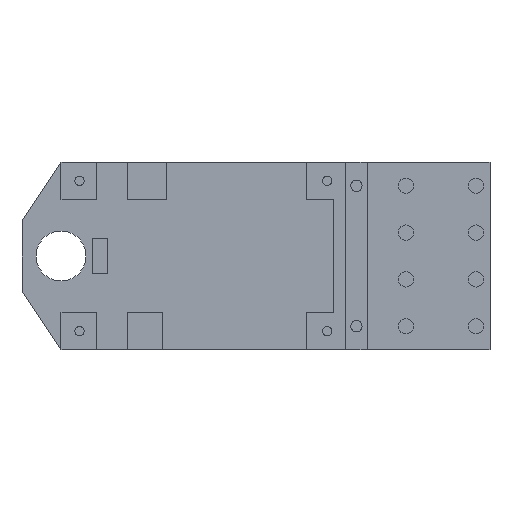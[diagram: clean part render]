
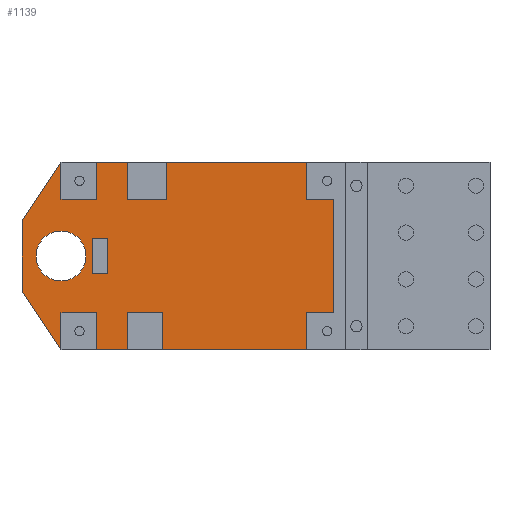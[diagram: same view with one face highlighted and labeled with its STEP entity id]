
A CAD part, front view. The second image highlights one B-rep face of the part: STEP entity #1139.
In plain terms, the highlighted planar face has unit normal (0, -1, 0).
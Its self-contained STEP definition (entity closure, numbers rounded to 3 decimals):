
#32=FACE_BOUND('',#164,.T.);
#33=FACE_BOUND('',#165,.T.);
#48=CIRCLE('',#1219,6.4);
#90=FACE_OUTER_BOUND('',#163,.T.);
#163=EDGE_LOOP('',(#838,#839,#840,#841,#842,#843,#844,#845,#846,#847,#848,
#849,#850,#851,#852,#853,#854,#855,#856,#857,#858,#859,#860,#861));
#164=EDGE_LOOP('',(#862));
#165=EDGE_LOOP('',(#863,#864,#865,#866));
#239=LINE('',#1654,#367);
#244=LINE('',#1665,#372);
#254=LINE('',#1685,#382);
#258=LINE('',#1693,#386);
#265=LINE('',#1707,#393);
#269=LINE('',#1715,#397);
#282=LINE('',#1741,#410);
#284=LINE('',#1748,#412);
#288=LINE('',#1756,#416);
#292=LINE('',#1763,#420);
#294=LINE('',#1770,#422);
#297=LINE('',#1777,#425);
#301=LINE('',#1784,#429);
#302=LINE('',#1786,#430);
#303=LINE('',#1788,#431);
#304=LINE('',#1789,#432);
#305=LINE('',#1791,#433);
#306=LINE('',#1793,#434);
#307=LINE('',#1795,#435);
#308=LINE('',#1797,#436);
#309=LINE('',#1798,#437);
#310=LINE('',#1800,#438);
#311=LINE('',#1802,#439);
#312=LINE('',#1803,#440);
#313=LINE('',#1804,#441);
#314=LINE('',#1806,#442);
#315=LINE('',#1808,#443);
#316=LINE('',#1809,#444);
#367=VECTOR('',#1319,10.);
#372=VECTOR('',#1326,10.);
#382=VECTOR('',#1338,10.);
#386=VECTOR('',#1342,10.);
#393=VECTOR('',#1351,10.);
#397=VECTOR('',#1355,10.);
#410=VECTOR('',#1374,10.);
#412=VECTOR('',#1382,10.);
#416=VECTOR('',#1388,10.);
#420=VECTOR('',#1394,10.);
#422=VECTOR('',#1402,10.);
#425=VECTOR('',#1407,10.);
#429=VECTOR('',#1413,10.);
#430=VECTOR('',#1414,10.);
#431=VECTOR('',#1415,10.);
#432=VECTOR('',#1416,10.);
#433=VECTOR('',#1417,10.);
#434=VECTOR('',#1418,10.);
#435=VECTOR('',#1419,10.);
#436=VECTOR('',#1420,10.);
#437=VECTOR('',#1421,10.);
#438=VECTOR('',#1422,10.);
#439=VECTOR('',#1423,10.);
#440=VECTOR('',#1424,10.);
#441=VECTOR('',#1425,10.);
#442=VECTOR('',#1426,10.);
#443=VECTOR('',#1427,10.);
#444=VECTOR('',#1428,10.);
#495=VERTEX_POINT('',#1651);
#496=VERTEX_POINT('',#1653);
#500=VERTEX_POINT('',#1662);
#501=VERTEX_POINT('',#1664);
#509=VERTEX_POINT('',#1682);
#510=VERTEX_POINT('',#1684);
#513=VERTEX_POINT('',#1690);
#514=VERTEX_POINT('',#1692);
#519=VERTEX_POINT('',#1704);
#520=VERTEX_POINT('',#1706);
#523=VERTEX_POINT('',#1712);
#524=VERTEX_POINT('',#1714);
#535=VERTEX_POINT('',#1743);
#536=VERTEX_POINT('',#1747);
#539=VERTEX_POINT('',#1755);
#541=VERTEX_POINT('',#1761);
#543=VERTEX_POINT('',#1769);
#545=VERTEX_POINT('',#1775);
#546=VERTEX_POINT('',#1776);
#549=VERTEX_POINT('',#1785);
#550=VERTEX_POINT('',#1787);
#551=VERTEX_POINT('',#1790);
#552=VERTEX_POINT('',#1792);
#553=VERTEX_POINT('',#1794);
#554=VERTEX_POINT('',#1796);
#555=VERTEX_POINT('',#1799);
#556=VERTEX_POINT('',#1801);
#557=VERTEX_POINT('',#1805);
#558=VERTEX_POINT('',#1807);
#599=EDGE_CURVE('',#496,#495,#239,.T.);
#604=EDGE_CURVE('',#501,#500,#244,.T.);
#614=EDGE_CURVE('',#509,#510,#254,.T.);
#618=EDGE_CURVE('',#513,#514,#258,.T.);
#625=EDGE_CURVE('',#519,#520,#265,.T.);
#629=EDGE_CURVE('',#523,#524,#269,.T.);
#643=EDGE_CURVE('',#496,#500,#282,.T.);
#644=EDGE_CURVE('',#535,#535,#48,.T.);
#646=EDGE_CURVE('',#495,#536,#284,.T.);
#650=EDGE_CURVE('',#539,#501,#288,.T.);
#654=EDGE_CURVE('',#536,#541,#292,.T.);
#657=EDGE_CURVE('',#543,#539,#294,.T.);
#660=EDGE_CURVE('',#545,#546,#297,.T.);
#664=EDGE_CURVE('',#541,#514,#301,.T.);
#665=EDGE_CURVE('',#549,#513,#302,.T.);
#666=EDGE_CURVE('',#549,#550,#303,.T.);
#667=EDGE_CURVE('',#510,#550,#304,.T.);
#668=EDGE_CURVE('',#551,#509,#305,.T.);
#669=EDGE_CURVE('',#551,#552,#306,.T.);
#670=EDGE_CURVE('',#552,#553,#307,.T.);
#671=EDGE_CURVE('',#553,#554,#308,.T.);
#672=EDGE_CURVE('',#524,#554,#309,.T.);
#673=EDGE_CURVE('',#555,#523,#310,.T.);
#674=EDGE_CURVE('',#555,#556,#311,.T.);
#675=EDGE_CURVE('',#556,#520,#312,.T.);
#676=EDGE_CURVE('',#519,#543,#313,.T.);
#677=EDGE_CURVE('',#557,#545,#314,.T.);
#678=EDGE_CURVE('',#546,#558,#315,.T.);
#679=EDGE_CURVE('',#558,#557,#316,.T.);
#838=ORIENTED_EDGE('',*,*,#599,.T.);
#839=ORIENTED_EDGE('',*,*,#646,.T.);
#840=ORIENTED_EDGE('',*,*,#654,.T.);
#841=ORIENTED_EDGE('',*,*,#664,.T.);
#842=ORIENTED_EDGE('',*,*,#618,.F.);
#843=ORIENTED_EDGE('',*,*,#665,.F.);
#844=ORIENTED_EDGE('',*,*,#666,.T.);
#845=ORIENTED_EDGE('',*,*,#667,.F.);
#846=ORIENTED_EDGE('',*,*,#614,.F.);
#847=ORIENTED_EDGE('',*,*,#668,.F.);
#848=ORIENTED_EDGE('',*,*,#669,.T.);
#849=ORIENTED_EDGE('',*,*,#670,.T.);
#850=ORIENTED_EDGE('',*,*,#671,.T.);
#851=ORIENTED_EDGE('',*,*,#672,.F.);
#852=ORIENTED_EDGE('',*,*,#629,.F.);
#853=ORIENTED_EDGE('',*,*,#673,.F.);
#854=ORIENTED_EDGE('',*,*,#674,.T.);
#855=ORIENTED_EDGE('',*,*,#675,.T.);
#856=ORIENTED_EDGE('',*,*,#625,.F.);
#857=ORIENTED_EDGE('',*,*,#676,.T.);
#858=ORIENTED_EDGE('',*,*,#657,.T.);
#859=ORIENTED_EDGE('',*,*,#650,.T.);
#860=ORIENTED_EDGE('',*,*,#604,.T.);
#861=ORIENTED_EDGE('',*,*,#643,.F.);
#862=ORIENTED_EDGE('',*,*,#644,.T.);
#863=ORIENTED_EDGE('',*,*,#677,.T.);
#864=ORIENTED_EDGE('',*,*,#660,.T.);
#865=ORIENTED_EDGE('',*,*,#678,.T.);
#866=ORIENTED_EDGE('',*,*,#679,.T.);
#1082=PLANE('',#1227);
#1139=ADVANCED_FACE('',(#90,#32,#33),#1082,.F.);
#1219=AXIS2_PLACEMENT_3D('',#1744,#1377,#1378);
#1227=AXIS2_PLACEMENT_3D('',#1783,#1411,#1412);
#1319=DIRECTION('',(0.555,0.,-0.832));
#1326=DIRECTION('',(-0.555,0.,-0.832));
#1338=DIRECTION('',(-1.,0.,0.));
#1342=DIRECTION('',(-1.,0.,0.));
#1351=DIRECTION('',(1.,0.,0.));
#1355=DIRECTION('',(1.,0.,0.));
#1374=DIRECTION('',(0.,0.,1.));
#1377=DIRECTION('center_axis',(0.,1.,0.));
#1378=DIRECTION('ref_axis',(1.,0.,0.));
#1382=DIRECTION('',(0.,0.,1.));
#1388=DIRECTION('',(0.,0.,1.));
#1394=DIRECTION('',(1.,0.,0.));
#1402=DIRECTION('',(-1.,0.,0.));
#1407=DIRECTION('',(0.,0.,-1.));
#1411=DIRECTION('center_axis',(0.,1.,0.));
#1412=DIRECTION('ref_axis',(-1.,0.,0.));
#1413=DIRECTION('',(0.,0.,-1.));
#1414=DIRECTION('',(0.,0.,-1.));
#1415=DIRECTION('',(1.,0.,0.));
#1416=DIRECTION('',(0.,0.,1.));
#1417=DIRECTION('',(0.,0.,-1.));
#1418=DIRECTION('',(1.,0.,0.));
#1419=DIRECTION('',(0.,0.,1.));
#1420=DIRECTION('',(-1.,0.,0.));
#1421=DIRECTION('',(0.,0.,-1.));
#1422=DIRECTION('',(0.,0.,1.));
#1423=DIRECTION('',(-1.,0.,0.));
#1424=DIRECTION('',(0.,0.,1.));
#1425=DIRECTION('',(0.,0.,-1.));
#1426=DIRECTION('',(1.,0.,0.));
#1427=DIRECTION('',(-1.,0.,0.));
#1428=DIRECTION('',(0.,0.,1.));
#1651=CARTESIAN_POINT('',(-98.,3.575,-36.));
#1653=CARTESIAN_POINT('',(-108.,3.575,-21.));
#1654=CARTESIAN_POINT('',(-97.769,3.575,-36.346));
#1662=CARTESIAN_POINT('',(-108.,3.575,-3.));
#1664=CARTESIAN_POINT('',(-98.,3.575,12.));
#1665=CARTESIAN_POINT('',(-92.769,3.575,19.846));
#1682=CARTESIAN_POINT('',(-35.,3.575,-36.));
#1684=CARTESIAN_POINT('',(-72.,3.575,-36.));
#1685=CARTESIAN_POINT('',(-18.,3.575,-36.));
#1690=CARTESIAN_POINT('',(-81.,3.575,-36.));
#1692=CARTESIAN_POINT('',(-89.,3.575,-36.));
#1693=CARTESIAN_POINT('',(-37.5,3.575,-36.));
#1704=CARTESIAN_POINT('',(-89.,3.575,12.));
#1706=CARTESIAN_POINT('',(-81.,3.575,12.));
#1707=CARTESIAN_POINT('',(-75.,3.575,12.));
#1712=CARTESIAN_POINT('',(-71.,3.575,12.));
#1714=CARTESIAN_POINT('',(-35.,3.575,12.));
#1715=CARTESIAN_POINT('',(-58.,3.575,12.));
#1741=CARTESIAN_POINT('',(-108.,3.575,-36.));
#1743=CARTESIAN_POINT('',(-104.4,3.575,-12.));
#1744=CARTESIAN_POINT('Origin',(-98.,3.575,-12.));
#1747=CARTESIAN_POINT('',(-98.,3.575,-26.5));
#1748=CARTESIAN_POINT('',(-98.,3.575,2.5));
#1755=CARTESIAN_POINT('',(-98.,3.575,2.5));
#1756=CARTESIAN_POINT('',(-98.,3.575,2.5));
#1761=CARTESIAN_POINT('',(-89.,3.575,-26.5));
#1763=CARTESIAN_POINT('',(-26.5,3.575,-26.5));
#1769=CARTESIAN_POINT('',(-89.,3.575,2.5));
#1770=CARTESIAN_POINT('',(-56.,3.575,2.5));
#1775=CARTESIAN_POINT('',(-86.,3.575,-7.5));
#1776=CARTESIAN_POINT('',(-86.,3.575,-16.5));
#1777=CARTESIAN_POINT('',(-86.,3.575,-14.25));
#1783=CARTESIAN_POINT('Origin',(-28.,3.575,-12.));
#1784=CARTESIAN_POINT('',(-89.,3.575,12.));
#1785=CARTESIAN_POINT('',(-81.,3.575,-26.5));
#1786=CARTESIAN_POINT('',(-81.,3.575,12.));
#1787=CARTESIAN_POINT('',(-72.,3.575,-26.5));
#1788=CARTESIAN_POINT('',(-26.5,3.575,-26.5));
#1789=CARTESIAN_POINT('',(-72.,3.575,-26.5));
#1790=CARTESIAN_POINT('',(-35.,3.575,-26.5));
#1791=CARTESIAN_POINT('',(-35.,3.575,-36.));
#1792=CARTESIAN_POINT('',(-28.,3.575,-26.5));
#1793=CARTESIAN_POINT('',(-26.5,3.575,-26.5));
#1794=CARTESIAN_POINT('',(-28.,3.575,2.5));
#1795=CARTESIAN_POINT('',(-28.,3.575,-4.75));
#1796=CARTESIAN_POINT('',(-35.,3.575,2.5));
#1797=CARTESIAN_POINT('',(-56.,3.575,2.5));
#1798=CARTESIAN_POINT('',(-35.,3.575,12.));
#1799=CARTESIAN_POINT('',(-71.,3.575,2.5));
#1800=CARTESIAN_POINT('',(-71.,3.575,2.5));
#1801=CARTESIAN_POINT('',(-81.,3.575,2.5));
#1802=CARTESIAN_POINT('',(-56.,3.575,2.5));
#1803=CARTESIAN_POINT('',(-81.,3.575,2.5));
#1804=CARTESIAN_POINT('',(-89.,3.575,2.5));
#1805=CARTESIAN_POINT('',(-90.,3.575,-7.5));
#1806=CARTESIAN_POINT('',(-57.5,3.575,-7.5));
#1807=CARTESIAN_POINT('',(-90.,3.575,-16.5));
#1808=CARTESIAN_POINT('',(-59.,3.575,-16.5));
#1809=CARTESIAN_POINT('',(-90.,3.575,-9.75));
